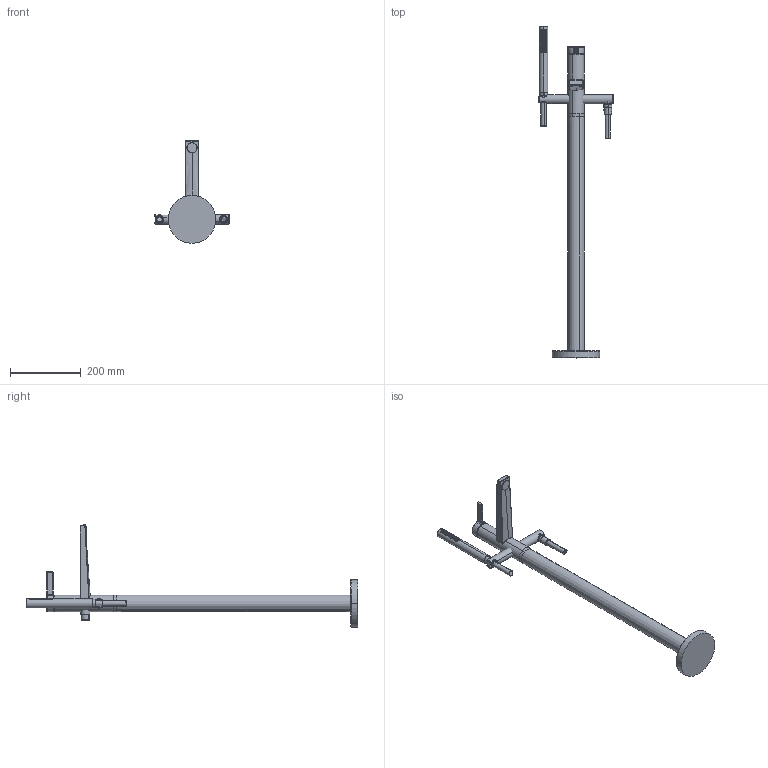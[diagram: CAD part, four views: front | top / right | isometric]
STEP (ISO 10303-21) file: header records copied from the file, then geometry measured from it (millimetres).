
FILE_DESCRIPTION (( 'STEP AP203' ), '1' );
FILE_NAME ('57762073.STEP', '2018-03-12T06:54:16', ( '' ), ( '' ), 'SwSTEP 2.0', 'SolidWorks 2016', '' );
FILE_SCHEMA (( 'CONFIG_CONTROL_DESIGN' ));
Length unit declared in the file: millimetre
Products named in the file (1): 57762073
Bounding box: 210 x 940 x 290.02 mm (x, y, z)
Volume: 2246037.1 mm3; surface area: 263622.8 mm2
Topology: 16 solids, 16 shells, 252 faces, 518 edges, 349 vertices
Faces by surface type: cylinder 116, plane 41, bspline 37, torus 26, cone 18, sphere 14
Entity records: 12997 total; most frequent: CARTESIAN_POINT 7983, ORIENTED_EDGE 996, DIRECTION 935, EDGE_CURVE 498, AXIS2_PLACEMENT_3D 418, VERTEX_POINT 339, EDGE_LOOP 313, FACE_OUTER_BOUND 252
